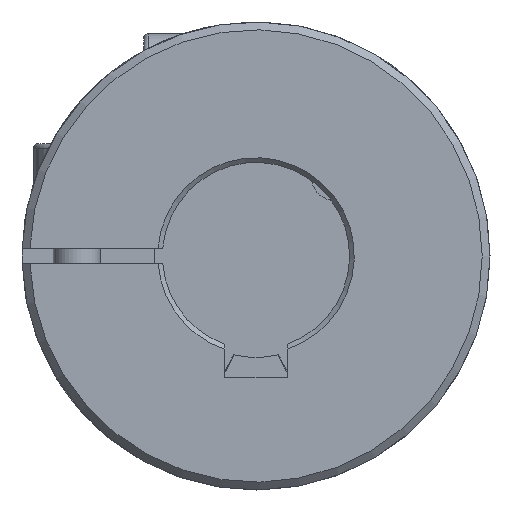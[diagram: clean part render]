
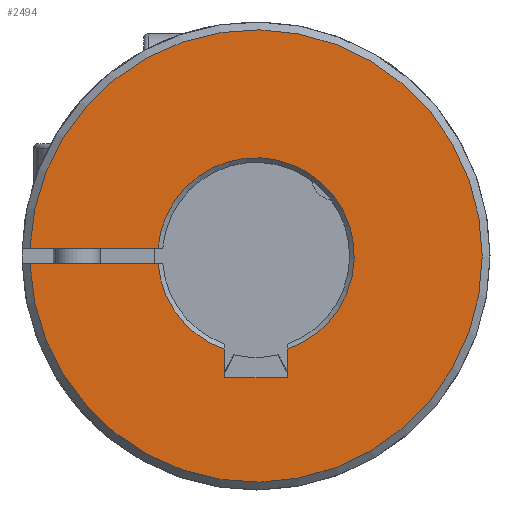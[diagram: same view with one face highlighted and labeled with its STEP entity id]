
A CAD part, left-side view. The second image highlights one B-rep face of the part: STEP entity #2494.
In plain terms, the highlighted planar face has unit normal (-1, 0, 0).
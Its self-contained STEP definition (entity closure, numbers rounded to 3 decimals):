
#34=PLANE('',#2612);
#91=LINE('',#3501,#209);
#92=LINE('',#3506,#210);
#93=LINE('',#3508,#211);
#94=LINE('',#3510,#212);
#95=LINE('',#3514,#213);
#209=VECTOR('',#2867,1000.);
#210=VECTOR('',#2870,1000.);
#211=VECTOR('',#2871,1000.);
#212=VECTOR('',#2872,1000.);
#213=VECTOR('',#2875,1000.);
#351=ORIENTED_EDGE('',*,*,#872,.T.);
#352=ORIENTED_EDGE('',*,*,#873,.T.);
#353=ORIENTED_EDGE('',*,*,#874,.T.);
#354=ORIENTED_EDGE('',*,*,#875,.T.);
#355=ORIENTED_EDGE('',*,*,#876,.T.);
#356=ORIENTED_EDGE('',*,*,#877,.T.);
#357=ORIENTED_EDGE('',*,*,#878,.T.);
#358=ORIENTED_EDGE('',*,*,#879,.F.);
#872=EDGE_CURVE('',#1133,#1134,#91,.T.);
#873=EDGE_CURVE('',#1134,#1135,#1302,.T.);
#874=EDGE_CURVE('',#1135,#1136,#92,.T.);
#875=EDGE_CURVE('',#1136,#1137,#93,.T.);
#876=EDGE_CURVE('',#1137,#1138,#94,.T.);
#877=EDGE_CURVE('',#1138,#1139,#1303,.T.);
#878=EDGE_CURVE('',#1139,#1140,#95,.T.);
#879=EDGE_CURVE('',#1133,#1140,#1304,.T.);
#1133=VERTEX_POINT('',#3502);
#1134=VERTEX_POINT('',#3503);
#1135=VERTEX_POINT('',#3505);
#1136=VERTEX_POINT('',#3507);
#1137=VERTEX_POINT('',#3509);
#1138=VERTEX_POINT('',#3511);
#1139=VERTEX_POINT('',#3513);
#1140=VERTEX_POINT('',#3515);
#1302=CIRCLE('',#2613,6.3);
#1303=CIRCLE('',#2614,6.3);
#1304=CIRCLE('',#2615,14.5);
#1429=EDGE_LOOP('',(#351,#352,#353,#354,#355,#356,#357,#358));
#1568=FACE_BOUND('',#1429,.T.);
#2494=ADVANCED_FACE('',(#1568),#34,.F.);
#2612=AXIS2_PLACEMENT_3D('',#3500,#2865,#2866);
#2613=AXIS2_PLACEMENT_3D('',#3504,#2868,#2869);
#2614=AXIS2_PLACEMENT_3D('',#3512,#2873,#2874);
#2615=AXIS2_PLACEMENT_3D('',#3516,#2876,#2877);
#2865=DIRECTION('',(1.,0.,0.));
#2866=DIRECTION('',(0.,0.,-1.));
#2867=DIRECTION('',(0.,-1.,0.));
#2868=DIRECTION('',(1.,0.,0.));
#2869=DIRECTION('',(0.,0.,-1.));
#2870=DIRECTION('',(0.,0.,-1.));
#2871=DIRECTION('',(0.,1.,0.));
#2872=DIRECTION('',(0.,0.,1.));
#2873=DIRECTION('',(1.,0.,0.));
#2874=DIRECTION('',(0.,0.,-1.));
#2875=DIRECTION('',(0.,1.,0.));
#2876=DIRECTION('',(1.,0.,0.));
#2877=DIRECTION('',(0.,0.,-1.));
#3500=CARTESIAN_POINT('',(0.,0.,0.));
#3501=CARTESIAN_POINT('',(0.,30.,0.5));
#3502=CARTESIAN_POINT('',(0.,14.491,0.5));
#3503=CARTESIAN_POINT('',(0.,6.28,0.5));
#3504=CARTESIAN_POINT('',(0.,0.,0.));
#3505=CARTESIAN_POINT('',(0.,-2.,-5.974));
#3506=CARTESIAN_POINT('',(0.,-2.,0.));
#3507=CARTESIAN_POINT('',(0.,-2.,-7.8));
#3508=CARTESIAN_POINT('',(0.,-2.,-7.8));
#3509=CARTESIAN_POINT('',(0.,2.,-7.8));
#3510=CARTESIAN_POINT('',(0.,2.,-7.8));
#3511=CARTESIAN_POINT('',(0.,2.,-5.974));
#3512=CARTESIAN_POINT('',(0.,0.,0.));
#3513=CARTESIAN_POINT('',(0.,6.28,-0.5));
#3514=CARTESIAN_POINT('',(0.,0.,-0.5));
#3515=CARTESIAN_POINT('',(0.,14.491,-0.5));
#3516=CARTESIAN_POINT('',(0.,0.,0.));
